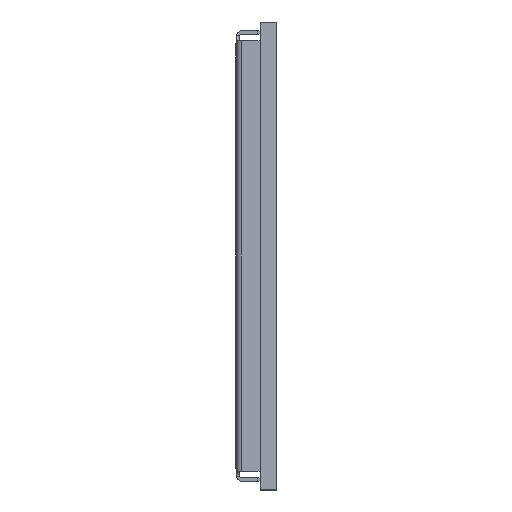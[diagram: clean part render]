
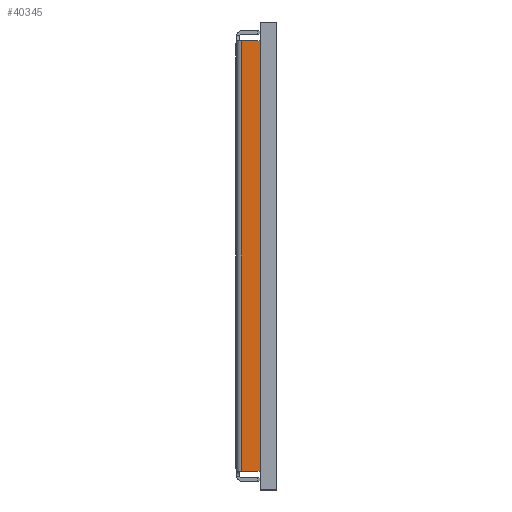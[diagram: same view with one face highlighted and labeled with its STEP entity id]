
A CAD part, left-side view. The second image highlights one B-rep face of the part: STEP entity #40345.
In plain terms, the highlighted planar face has unit normal (-1, 0, 0).
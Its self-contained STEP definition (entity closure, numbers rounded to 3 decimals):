
#5777 = DIRECTION ( 'NONE',  ( 0., 0., -1. ) ) ;
#6702 = EDGE_CURVE ( 'NONE', #8249, #15237, #26451, .T. ) ;
#6912 = PLANE ( 'NONE',  #36890 ) ;
#8249 = VERTEX_POINT ( 'NONE', #30893 ) ;
#9330 = CARTESIAN_POINT ( 'NONE',  ( -15.95, 2.15, 0. ) ) ;
#9932 = CARTESIAN_POINT ( 'NONE',  ( -15.95, 1., -13.95 ) ) ;
#11245 = CARTESIAN_POINT ( 'NONE',  ( -15.95, 0., -13.35 ) ) ;
#14694 = CARTESIAN_POINT ( 'NONE',  ( -15.95, 2.15, -13.35 ) ) ;
#15237 = VERTEX_POINT ( 'NONE', #14694 ) ;
#15470 = LINE ( 'NONE', #21770, #41466 ) ;
#17814 = VECTOR ( 'NONE', #38839, 1000. ) ;
#18391 = VECTOR ( 'NONE', #36941, 1000. ) ;
#21770 = CARTESIAN_POINT ( 'NONE',  ( -15.95, 0., 13.35 ) ) ;
#21930 = DIRECTION ( 'NONE',  ( 0., -1., 0. ) ) ;
#22385 = VECTOR ( 'NONE', #5777, 1000. ) ;
#24483 = VERTEX_POINT ( 'NONE', #38027 ) ;
#24638 = LINE ( 'NONE', #11245, #17814 ) ;
#25502 = ORIENTED_EDGE ( 'NONE', *, *, #38341, .F. ) ;
#26451 = LINE ( 'NONE', #9330, #18391 ) ;
#26830 = DIRECTION ( 'NONE',  ( 0., -1., 0. ) ) ;
#29792 = ORIENTED_EDGE ( 'NONE', *, *, #46188, .F. ) ;
#30893 = CARTESIAN_POINT ( 'NONE',  ( -15.95, 2.15, 13.35 ) ) ;
#31463 = FACE_OUTER_BOUND ( 'NONE', #36897, .T. ) ;
#31944 = ORIENTED_EDGE ( 'NONE', *, *, #50690, .F. ) ;
#32853 = LINE ( 'NONE', #9932, #22385 ) ;
#34737 = CARTESIAN_POINT ( 'NONE',  ( -15.95, 0., 0. ) ) ;
#36746 = ORIENTED_EDGE ( 'NONE', *, *, #6702, .T. ) ;
#36890 = AXIS2_PLACEMENT_3D ( 'NONE', #34737, #50588, #26830 ) ;
#36897 = EDGE_LOOP ( 'NONE', ( #29792, #36746, #25502, #31944 ) ) ;
#36941 = DIRECTION ( 'NONE',  ( 0., 0., -1. ) ) ;
#38027 = CARTESIAN_POINT ( 'NONE',  ( -15.95, 1., 13.35 ) ) ;
#38341 = EDGE_CURVE ( 'NONE', #39965, #15237, #24638, .T. ) ;
#38839 = DIRECTION ( 'NONE',  ( 0., 1., 0. ) ) ;
#39965 = VERTEX_POINT ( 'NONE', #40137 ) ;
#40137 = CARTESIAN_POINT ( 'NONE',  ( -15.95, 1., -13.35 ) ) ;
#40345 = ADVANCED_FACE ( 'NONE', ( #31463 ), #6912, .T. ) ;
#41466 = VECTOR ( 'NONE', #21930, 1000. ) ;
#46188 = EDGE_CURVE ( 'NONE', #8249, #24483, #15470, .T. ) ;
#50588 = DIRECTION ( 'NONE',  ( -1., 0., 0. ) ) ;
#50690 = EDGE_CURVE ( 'NONE', #24483, #39965, #32853, .T. ) ;
